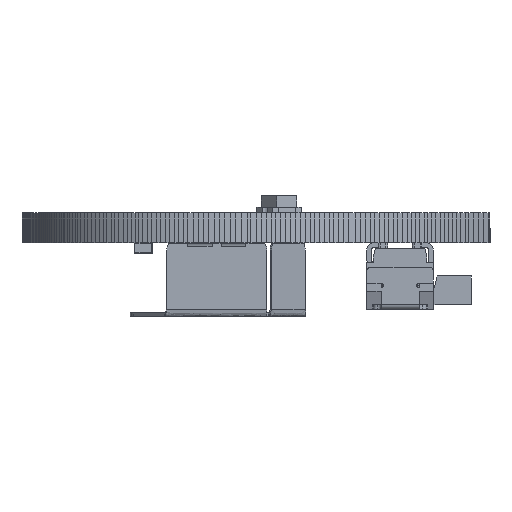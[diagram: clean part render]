
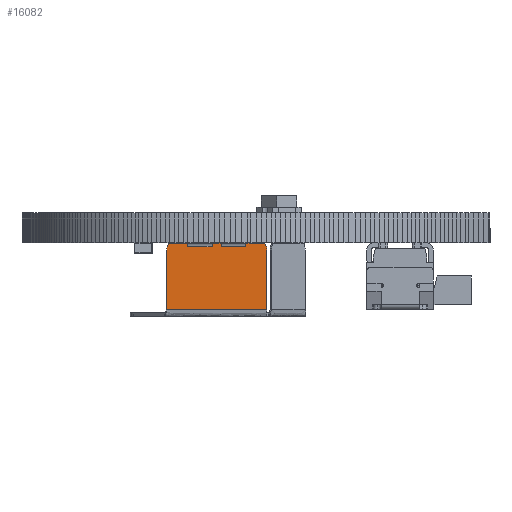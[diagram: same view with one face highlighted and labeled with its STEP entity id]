
A CAD part, left-side view. The second image highlights one B-rep face of the part: STEP entity #16082.
In plain terms, the highlighted face is planar.
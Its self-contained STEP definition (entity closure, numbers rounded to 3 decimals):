
#111=ELLIPSE('',#17079,0.36,0.184);
#113=ELLIPSE('',#17083,0.36,0.184);
#625=PLANE('',#17082);
#1341=FACE_OUTER_BOUND('',#2193,.T.);
#2193=EDGE_LOOP('',(#12853,#12854,#12855,#12856,#12857,#12858,#12859,#12860,
#12861,#12862,#12863,#12864,#12865,#12866,#12867,#12868,#12869,#12870,#12871,
#12872,#12873,#12874));
#3690=LINE('',#24354,#5652);
#3693=LINE('',#24360,#5655);
#3694=LINE('',#24362,#5656);
#3695=LINE('',#24364,#5657);
#3696=LINE('',#24366,#5658);
#3697=LINE('',#24368,#5659);
#3698=LINE('',#24370,#5660);
#3699=LINE('',#24372,#5661);
#3700=LINE('',#24374,#5662);
#3701=LINE('',#24376,#5663);
#3702=LINE('',#24378,#5664);
#3703=LINE('',#24380,#5665);
#3704=LINE('',#24382,#5666);
#3705=LINE('',#24384,#5667);
#3706=LINE('',#24386,#5668);
#3707=LINE('',#24388,#5669);
#3708=LINE('',#24390,#5670);
#3709=LINE('',#24392,#5671);
#3710=LINE('',#24396,#5672);
#3711=LINE('',#24397,#5673);
#5652=VECTOR('',#19788,0.259);
#5655=VECTOR('',#19793,6.129);
#5656=VECTOR('',#19794,12.);
#5657=VECTOR('',#19795,6.129);
#5658=VECTOR('',#19796,12.);
#5659=VECTOR('',#19797,6.129);
#5660=VECTOR('',#19798,12.);
#5661=VECTOR('',#19799,6.129);
#5662=VECTOR('',#19800,12.);
#5663=VECTOR('',#19801,6.129);
#5664=VECTOR('',#19802,12.);
#5665=VECTOR('',#19803,6.129);
#5666=VECTOR('',#19804,12.);
#5667=VECTOR('',#19805,6.129);
#5668=VECTOR('',#19806,12.);
#5669=VECTOR('',#19807,6.129);
#5670=VECTOR('',#19808,12.);
#5671=VECTOR('',#19809,6.129);
#5672=VECTOR('',#19812,12.);
#5673=VECTOR('',#19813,6.129);
#7543=VERTEX_POINT('',#24344);
#7544=VERTEX_POINT('',#24345);
#7547=VERTEX_POINT('',#24353);
#7549=VERTEX_POINT('',#24359);
#7550=VERTEX_POINT('',#24361);
#7551=VERTEX_POINT('',#24363);
#7552=VERTEX_POINT('',#24365);
#7553=VERTEX_POINT('',#24367);
#7554=VERTEX_POINT('',#24369);
#7555=VERTEX_POINT('',#24371);
#7556=VERTEX_POINT('',#24373);
#7557=VERTEX_POINT('',#24375);
#7558=VERTEX_POINT('',#24377);
#7559=VERTEX_POINT('',#24379);
#7560=VERTEX_POINT('',#24381);
#7561=VERTEX_POINT('',#24383);
#7562=VERTEX_POINT('',#24385);
#7563=VERTEX_POINT('',#24387);
#7564=VERTEX_POINT('',#24389);
#7565=VERTEX_POINT('',#24391);
#7566=VERTEX_POINT('',#24393);
#7567=VERTEX_POINT('',#24395);
#9421=EDGE_CURVE('',#7543,#7544,#111,.T.);
#9425=EDGE_CURVE('',#7547,#7544,#3690,.T.);
#9428=EDGE_CURVE('',#7543,#7549,#3693,.T.);
#9429=EDGE_CURVE('',#7549,#7550,#3694,.T.);
#9430=EDGE_CURVE('',#7550,#7551,#3695,.T.);
#9431=EDGE_CURVE('',#7551,#7552,#3696,.T.);
#9432=EDGE_CURVE('',#7552,#7553,#3697,.T.);
#9433=EDGE_CURVE('',#7553,#7554,#3698,.T.);
#9434=EDGE_CURVE('',#7554,#7555,#3699,.T.);
#9435=EDGE_CURVE('',#7555,#7556,#3700,.T.);
#9436=EDGE_CURVE('',#7556,#7557,#3701,.T.);
#9437=EDGE_CURVE('',#7557,#7558,#3702,.T.);
#9438=EDGE_CURVE('',#7558,#7559,#3703,.T.);
#9439=EDGE_CURVE('',#7559,#7560,#3704,.T.);
#9440=EDGE_CURVE('',#7560,#7561,#3705,.T.);
#9441=EDGE_CURVE('',#7561,#7562,#3706,.T.);
#9442=EDGE_CURVE('',#7562,#7563,#3707,.T.);
#9443=EDGE_CURVE('',#7563,#7564,#3708,.T.);
#9444=EDGE_CURVE('',#7564,#7565,#3709,.T.);
#9445=EDGE_CURVE('',#7566,#7565,#113,.T.);
#9446=EDGE_CURVE('',#7566,#7567,#3710,.T.);
#9447=EDGE_CURVE('',#7567,#7547,#3711,.T.);
#12853=ORIENTED_EDGE('',*,*,#9421,.F.);
#12854=ORIENTED_EDGE('',*,*,#9428,.T.);
#12855=ORIENTED_EDGE('',*,*,#9429,.T.);
#12856=ORIENTED_EDGE('',*,*,#9430,.T.);
#12857=ORIENTED_EDGE('',*,*,#9431,.T.);
#12858=ORIENTED_EDGE('',*,*,#9432,.T.);
#12859=ORIENTED_EDGE('',*,*,#9433,.T.);
#12860=ORIENTED_EDGE('',*,*,#9434,.T.);
#12861=ORIENTED_EDGE('',*,*,#9435,.T.);
#12862=ORIENTED_EDGE('',*,*,#9436,.T.);
#12863=ORIENTED_EDGE('',*,*,#9437,.T.);
#12864=ORIENTED_EDGE('',*,*,#9438,.T.);
#12865=ORIENTED_EDGE('',*,*,#9439,.T.);
#12866=ORIENTED_EDGE('',*,*,#9440,.T.);
#12867=ORIENTED_EDGE('',*,*,#9441,.T.);
#12868=ORIENTED_EDGE('',*,*,#9442,.T.);
#12869=ORIENTED_EDGE('',*,*,#9443,.T.);
#12870=ORIENTED_EDGE('',*,*,#9444,.T.);
#12871=ORIENTED_EDGE('',*,*,#9445,.F.);
#12872=ORIENTED_EDGE('',*,*,#9446,.T.);
#12873=ORIENTED_EDGE('',*,*,#9447,.T.);
#12874=ORIENTED_EDGE('',*,*,#9425,.T.);
#16082=ADVANCED_FACE('',(#1341),#625,.T.);
#17079=AXIS2_PLACEMENT_3D('',#24346,#19780,#19781);
#17082=AXIS2_PLACEMENT_3D('',#24358,#19791,#19792);
#17083=AXIS2_PLACEMENT_3D('',#24394,#19810,#19811);
#19780=DIRECTION('center_axis',(-1.,0.,0.));
#19781=DIRECTION('ref_axis',(0.,0.,
1.));
#19788=DIRECTION('',(0.,0.,-1.));
#19791=DIRECTION('center_axis',(1.,0.,0.));
#19792=DIRECTION('ref_axis',(0.,0.,
1.));
#19793=DIRECTION('',(0.,1.,0.));
#19794=DIRECTION('',(0.,0.,1.));
#19795=DIRECTION('',(0.,1.,0.));
#19796=DIRECTION('',(0.,0.,-1.));
#19797=DIRECTION('',(0.,1.,0.));
#19798=DIRECTION('',(0.,0.,1.));
#19799=DIRECTION('',(0.,1.,0.));
#19800=DIRECTION('',(0.,0.,-1.));
#19801=DIRECTION('',(0.,1.,0.));
#19802=DIRECTION('',(0.,0.,1.));
#19803=DIRECTION('',(0.,1.,0.));
#19804=DIRECTION('',(0.,0.,-1.));
#19805=DIRECTION('',(0.,1.,0.));
#19806=DIRECTION('',(0.,0.,1.));
#19807=DIRECTION('',(0.,1.,0.));
#19808=DIRECTION('',(0.,0.,-1.));
#19809=DIRECTION('',(0.,1.,0.));
#19810=DIRECTION('center_axis',(-1.,0.,0.));
#19811=DIRECTION('ref_axis',(0.,0.,
-1.));
#19812=DIRECTION('',(0.,0.,1.));
#19813=DIRECTION('',(0.,-1.,0.));
#24344=CARTESIAN_POINT('',(7.194,-2.458,0.03));
#24345=CARTESIAN_POINT('',(7.194,-2.642,0.39));
#24346=CARTESIAN_POINT('Origin',(7.194,-2.458,0.39));
#24353=CARTESIAN_POINT('',(7.194,-2.642,3.51));
#24354=CARTESIAN_POINT('',(7.194,-2.642,4.324));
#24358=CARTESIAN_POINT('Origin',(7.194,-0.002,
16.487));
#24359=CARTESIAN_POINT('',(7.194,-1.54,0.03));
#24360=CARTESIAN_POINT('',(7.194,2.634,0.03));
#24361=CARTESIAN_POINT('',(7.194,-1.54,0.222));
#24362=CARTESIAN_POINT('',(7.194,-1.54,1.104));
#24363=CARTESIAN_POINT('',(7.194,-1.534,0.222));
#24364=CARTESIAN_POINT('',(7.194,-0.76,0.222));
#24365=CARTESIAN_POINT('',(7.194,-1.534,0.21));
#24366=CARTESIAN_POINT('',(7.194,-1.534,1.008));
#24367=CARTESIAN_POINT('',(7.194,-0.243,0.21));
#24368=CARTESIAN_POINT('',(7.194,-0.114,0.21));
#24369=CARTESIAN_POINT('',(7.194,-0.243,0.222));
#24370=CARTESIAN_POINT('',(7.194,-0.243,1.104));
#24371=CARTESIAN_POINT('',(7.194,-0.237,0.222));
#24372=CARTESIAN_POINT('',(7.194,-0.111,0.222));
#24373=CARTESIAN_POINT('',(7.194,-0.237,0.03));
#24374=CARTESIAN_POINT('',(7.194,-0.237,1.008));
#24375=CARTESIAN_POINT('',(7.194,0.233,0.03));
#24376=CARTESIAN_POINT('',(7.194,2.634,0.03));
#24377=CARTESIAN_POINT('',(7.194,0.233,0.222));
#24378=CARTESIAN_POINT('',(7.194,0.233,1.008));
#24379=CARTESIAN_POINT('',(7.194,0.239,0.222));
#24380=CARTESIAN_POINT('',(7.194,0.124,0.222));
#24381=CARTESIAN_POINT('',(7.194,0.239,0.21));
#24382=CARTESIAN_POINT('',(7.194,0.239,1.104));
#24383=CARTESIAN_POINT('',(7.194,1.53,0.21));
#24384=CARTESIAN_POINT('',(7.194,0.127,0.21));
#24385=CARTESIAN_POINT('',(7.194,1.53,0.222));
#24386=CARTESIAN_POINT('',(7.194,1.53,1.008));
#24387=CARTESIAN_POINT('',(7.194,1.536,0.222));
#24388=CARTESIAN_POINT('',(7.194,0.773,0.222));
#24389=CARTESIAN_POINT('',(7.194,1.536,0.03));
#24390=CARTESIAN_POINT('',(7.194,1.536,1.104));
#24391=CARTESIAN_POINT('',(7.194,2.45,0.03));
#24392=CARTESIAN_POINT('',(7.194,2.634,0.03));
#24393=CARTESIAN_POINT('',(7.194,2.634,0.39));
#24394=CARTESIAN_POINT('Origin',(7.194,2.45,0.39));
#24395=CARTESIAN_POINT('',(7.194,2.634,3.51));
#24396=CARTESIAN_POINT('',(7.194,2.634,3.51));
#24397=CARTESIAN_POINT('',(7.194,0.026,3.51));
